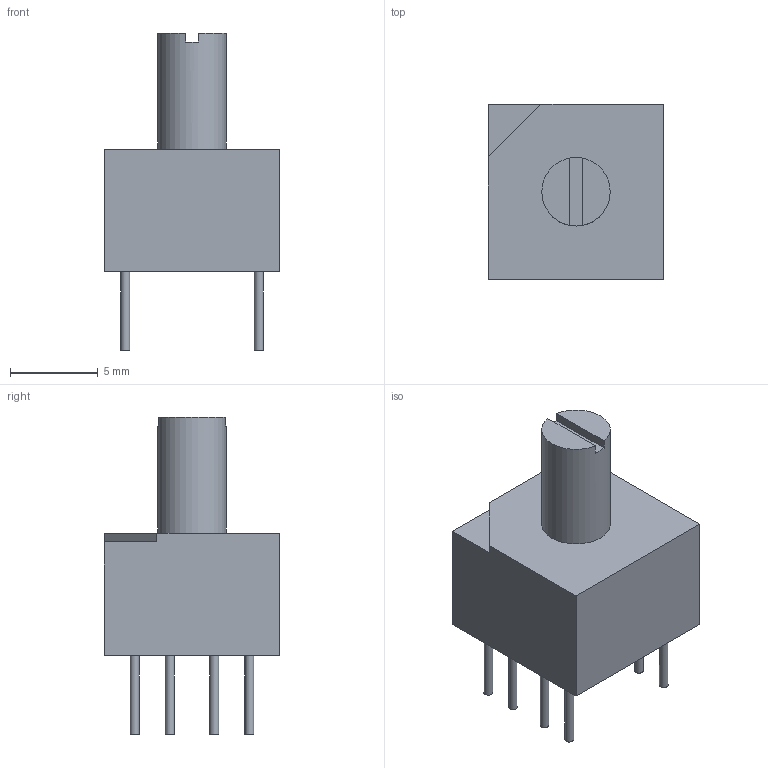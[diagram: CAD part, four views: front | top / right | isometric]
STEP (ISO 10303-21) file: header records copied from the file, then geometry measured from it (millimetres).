
FILE_DESCRIPTION(/* description */ (''),/* implementation_level */ '2;1');
FILE_NAME(/* name */ 'SS-10-15SP-LE v2.step',/* time_stamp */ '2024-03-20T11:43:59-04:00',/* author */ (''),/* organization */ (''),/* preprocessor_version */ 'ST-DEVELOPER v20',/* originating_system */ 'Autodesk Translation Framework v12.20.1.177',/* authorisation */ '');
FILE_SCHEMA (('AUTOMOTIVE_DESIGN { 1 0 10303 214 3 1 1 }'));
Length unit declared in the file: millimetre
Products named in the file (1): SS-10-15SP-LE
Bounding box: 10 x 10 x 18.1 mm (x, y, z)
Volume: 782.3 mm3; surface area: 619.7 mm2
Topology: 1 solids, 1 shells, 30 faces, 57 edges, 38 vertices
Faces by surface type: plane 21, cylinder 9
Full cylindrical faces by diameter (mm): 0.5 x8, 3.9 x1
Entity records: 839 total; most frequent: DIRECTION 141, CARTESIAN_POINT 126, ORIENTED_EDGE 114, EDGE_CURVE 57, AXIS2_PLACEMENT_3D 53, EDGE_LOOP 39, VERTEX_POINT 38, LINE 35
